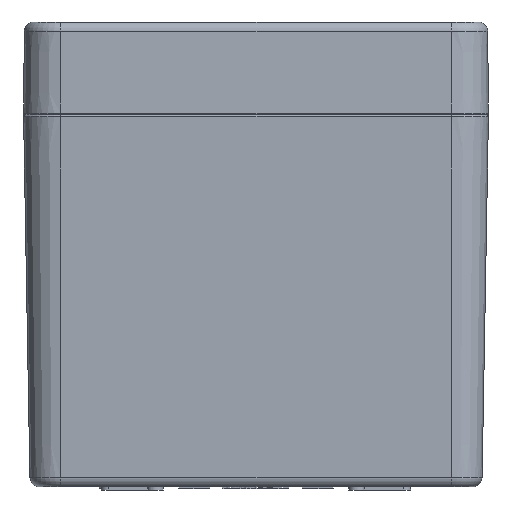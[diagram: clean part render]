
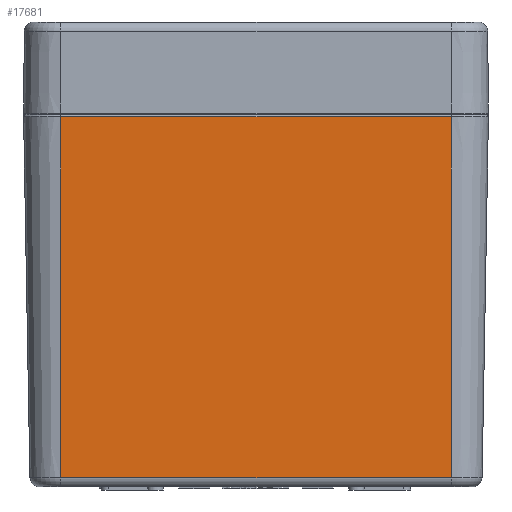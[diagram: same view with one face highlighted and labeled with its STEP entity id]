
A CAD part, left-side view. The second image highlights one B-rep face of the part: STEP entity #17681.
In plain terms, the highlighted planar face has unit normal (-1, 0, -0.018).
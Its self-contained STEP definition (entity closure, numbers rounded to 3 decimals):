
#1361=LINE('',#26341,#2667);
#1501=LINE('',#28172,#2807);
#1502=LINE('',#28182,#2808);
#1503=LINE('',#28184,#2809);
#2667=VECTOR('',#20812,10.);
#2807=VECTOR('',#21784,10.);
#2808=VECTOR('',#21803,10.);
#2809=VECTOR('',#21806,10.);
#3757=PLANE('',#19186);
#4728=FACE_OUTER_BOUND('',#5945,.T.);
#5945=EDGE_LOOP('',(#13465,#13466,#13467,#13468));
#8158=VERTEX_POINT('',#26335);
#8159=VERTEX_POINT('',#26339);
#8369=VERTEX_POINT('',#28164);
#8370=VERTEX_POINT('',#28170);
#9841=EDGE_CURVE('',#8159,#8158,#1361,.T.);
#10266=EDGE_CURVE('',#8369,#8370,#1501,.T.);
#10271=EDGE_CURVE('',#8159,#8370,#1502,.T.);
#10272=EDGE_CURVE('',#8158,#8369,#1503,.T.);
#13465=ORIENTED_EDGE('',*,*,#9841,.F.);
#13466=ORIENTED_EDGE('',*,*,#10271,.T.);
#13467=ORIENTED_EDGE('',*,*,#10266,.F.);
#13468=ORIENTED_EDGE('',*,*,#10272,.F.);
#17681=ADVANCED_FACE('',(#4728),#3757,.T.);
#19186=AXIS2_PLACEMENT_3D('',#28183,#21804,#21805);
#20812=DIRECTION('',(0.,-1.,0.));
#21784=DIRECTION('',(0.,1.,0.));
#21803=DIRECTION('',(0.017,0.,-1.));
#21804=DIRECTION('center_axis',(-1.,0.,-0.017));
#21805=DIRECTION('ref_axis',(0.,1.,0.));
#21806=DIRECTION('',(0.017,0.,-1.));
#26335=CARTESIAN_POINT('',(-94.995,-31.5,-0.305));
#26339=CARTESIAN_POINT('',(-94.995,31.5,-0.305));
#26341=CARTESIAN_POINT('',(-94.995,15.75,-0.305));
#28164=CARTESIAN_POINT('',(-93.978,-31.5,-58.526));
#28170=CARTESIAN_POINT('',(-93.978,31.5,-58.526));
#28172=CARTESIAN_POINT('',(-93.978,15.75,-58.526));
#28182=CARTESIAN_POINT('',(-95.,31.5,0.));
#28183=CARTESIAN_POINT('Origin',(-95.,31.5,0.));
#28184=CARTESIAN_POINT('',(-95.,-31.5,0.));
